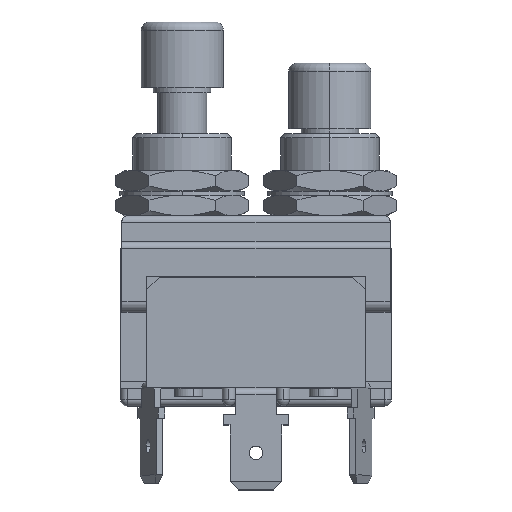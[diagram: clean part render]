
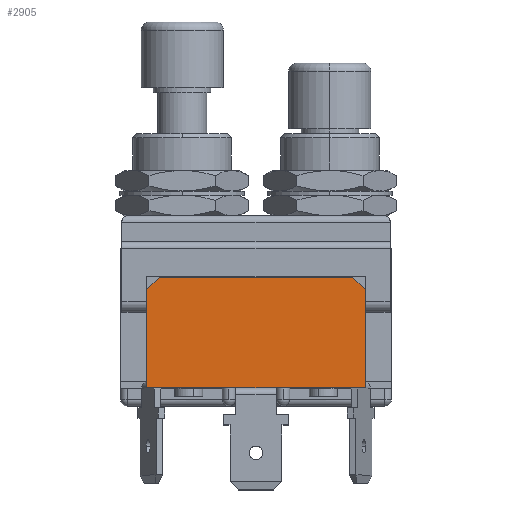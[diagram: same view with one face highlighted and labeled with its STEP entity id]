
A CAD part, top view. The second image highlights one B-rep face of the part: STEP entity #2905.
In plain terms, the highlighted planar face has unit normal (0, 0, 1).
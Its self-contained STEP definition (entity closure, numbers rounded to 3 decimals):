
#57 = CARTESIAN_POINT ( 'NONE',  ( -13.3, -5., 9.6 ) ) ;
#607 = AXIS2_PLACEMENT_3D ( 'NONE', #8245, #6689, #8286 ) ;
#1173 = ORIENTED_EDGE ( 'NONE', *, *, #1314, .T. ) ;
#1314 = EDGE_CURVE ( 'NONE', #8117, #3945, #5084, .T. ) ;
#1540 = LINE ( 'NONE', #8205, #6292 ) ;
#1548 = LINE ( 'NONE', #9686, #4055 ) ;
#1675 = DIRECTION ( 'NONE',  ( 1., 0., 0. ) ) ;
#1701 = VECTOR ( 'NONE', #6079, 1000. ) ;
#1709 = DIRECTION ( 'NONE',  ( -1., 0., 0. ) ) ;
#1847 = DIRECTION ( 'NONE',  ( -0.707, 0.707, 0. ) ) ;
#1934 = VERTEX_POINT ( 'NONE', #3355 ) ;
#1956 = PLANE ( 'NONE',  #607 ) ;
#2035 = DIRECTION ( 'NONE',  ( -0.707, -0.707, 0. ) ) ;
#2526 = ORIENTED_EDGE ( 'NONE', *, *, #3928, .T. ) ;
#2905 = ADVANCED_FACE ( 'NONE', ( #6766 ), #1956, .F. ) ;
#3278 = ORIENTED_EDGE ( 'NONE', *, *, #5141, .T. ) ;
#3283 = VERTEX_POINT ( 'NONE', #7312 ) ;
#3355 = CARTESIAN_POINT ( 'NONE',  ( 13.3, -17., 9.6 ) ) ;
#3648 = VECTOR ( 'NONE', #1675, 1000. ) ;
#3795 = VERTEX_POINT ( 'NONE', #5507 ) ;
#3905 = LINE ( 'NONE', #5614, #3648 ) ;
#3928 = EDGE_CURVE ( 'NONE', #1934, #6286, #1548, .T. ) ;
#3945 = VERTEX_POINT ( 'NONE', #4213 ) ;
#4055 = VECTOR ( 'NONE', #4988, 1000. ) ;
#4138 = EDGE_CURVE ( 'NONE', #3283, #8117, #8991, .T. ) ;
#4213 = CARTESIAN_POINT ( 'NONE',  ( -13.3, -17., 9.6 ) ) ;
#4806 = EDGE_CURVE ( 'NONE', #3945, #1934, #3905, .T. ) ;
#4988 = DIRECTION ( 'NONE',  ( 0., 1., 0. ) ) ;
#5084 = LINE ( 'NONE', #5277, #1701 ) ;
#5138 = LINE ( 'NONE', #7224, #9814 ) ;
#5141 = EDGE_CURVE ( 'NONE', #6286, #3795, #1540, .T. ) ;
#5277 = CARTESIAN_POINT ( 'NONE',  ( -13.3, -17., 9.6 ) ) ;
#5474 = ORIENTED_EDGE ( 'NONE', *, *, #6187, .T. ) ;
#5507 = CARTESIAN_POINT ( 'NONE',  ( 11.8, -3.5, 9.6 ) ) ;
#5614 = CARTESIAN_POINT ( 'NONE',  ( -13.3, -17., 9.6 ) ) ;
#6079 = DIRECTION ( 'NONE',  ( 0., -1., 0. ) ) ;
#6187 = EDGE_CURVE ( 'NONE', #3795, #3283, #5138, .T. ) ;
#6286 = VERTEX_POINT ( 'NONE', #7274 ) ;
#6292 = VECTOR ( 'NONE', #1847, 1000. ) ;
#6491 = ORIENTED_EDGE ( 'NONE', *, *, #4138, .T. ) ;
#6689 = DIRECTION ( 'NONE',  ( 0., 0., -1. ) ) ;
#6766 = FACE_OUTER_BOUND ( 'NONE', #8120, .T. ) ;
#6908 = VECTOR ( 'NONE', #2035, 1000. ) ;
#7224 = CARTESIAN_POINT ( 'NONE',  ( -13.3, -3.5, 9.6 ) ) ;
#7274 = CARTESIAN_POINT ( 'NONE',  ( 13.3, -5., 9.6 ) ) ;
#7312 = CARTESIAN_POINT ( 'NONE',  ( -11.8, -3.5, 9.6 ) ) ;
#7358 = ORIENTED_EDGE ( 'NONE', *, *, #4806, .T. ) ;
#7570 = CARTESIAN_POINT ( 'NONE',  ( -13.3, -5., 9.6 ) ) ;
#8117 = VERTEX_POINT ( 'NONE', #57 ) ;
#8120 = EDGE_LOOP ( 'NONE', ( #2526, #3278, #5474, #6491, #1173, #7358 ) ) ;
#8205 = CARTESIAN_POINT ( 'NONE',  ( 11.8, -3.5, 9.6 ) ) ;
#8245 = CARTESIAN_POINT ( 'NONE',  ( -13.3, -3.5, 9.6 ) ) ;
#8286 = DIRECTION ( 'NONE',  ( -1., 0., 0. ) ) ;
#8991 = LINE ( 'NONE', #7570, #6908 ) ;
#9686 = CARTESIAN_POINT ( 'NONE',  ( 13.3, -17., 9.6 ) ) ;
#9814 = VECTOR ( 'NONE', #1709, 1000. ) ;
